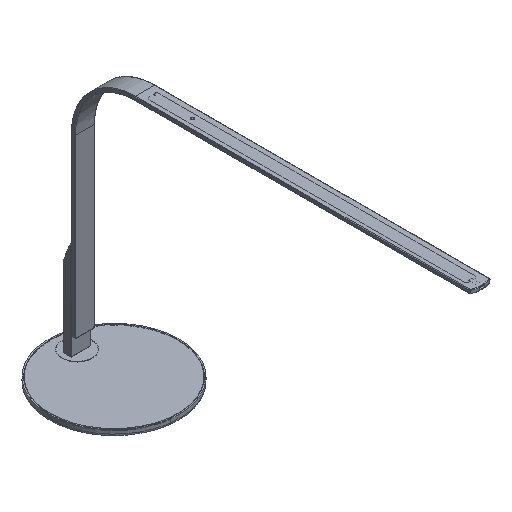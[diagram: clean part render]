
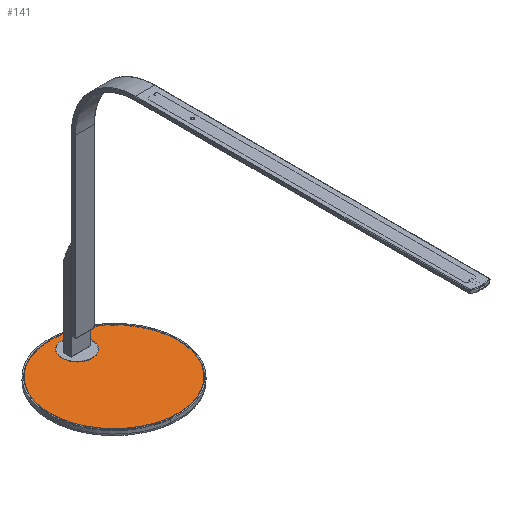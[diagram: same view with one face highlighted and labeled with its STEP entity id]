
A CAD part, isometric view. The second image highlights one B-rep face of the part: STEP entity #141.
In plain terms, the highlighted planar face has unit normal (0, 0, 1).
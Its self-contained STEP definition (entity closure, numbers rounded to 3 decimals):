
#79=FACE_BOUND('',#491,.T.);
#141=ADVANCED_FACE('',(#311,#79),#4026,.T.);
#311=FACE_OUTER_BOUND('',#490,.T.);
#490=EDGE_LOOP('',(#829,#830));
#491=EDGE_LOOP('',(#831,#832));
#829=ORIENTED_EDGE('',*,*,#1858,.F.);
#830=ORIENTED_EDGE('',*,*,#1867,.T.);
#831=ORIENTED_EDGE('',*,*,#1862,.T.);
#832=ORIENTED_EDGE('',*,*,#1865,.T.);
#1858=EDGE_CURVE('',#3452,#3453,#3190,.T.);
#1862=EDGE_CURVE('',#3457,#3456,#3192,.T.);
#1865=EDGE_CURVE('',#3456,#3457,#3194,.T.);
#1867=EDGE_CURVE('',#3452,#3453,#3196,.T.);
#3190=(
BOUNDED_CURVE()
B_SPLINE_CURVE(2,(#5492,#5493,#5494,#5495,#5496),.UNSPECIFIED.,.F.,.F.)
B_SPLINE_CURVE_WITH_KNOTS((3,2,3),(0.,126.783,253.566),
 .UNSPECIFIED.)
CURVE()
GEOMETRIC_REPRESENTATION_ITEM()
RATIONAL_B_SPLINE_CURVE((1.,0.707,1.,0.707,1.))
REPRESENTATION_ITEM('')
);
#3192=(
BOUNDED_CURVE()
B_SPLINE_CURVE(2,(#5506,#5507,#5508,#5509,#5510),.UNSPECIFIED.,.F.,.F.)
B_SPLINE_CURVE_WITH_KNOTS((3,2,3),(0.,30.159,60.319),
 .UNSPECIFIED.)
CURVE()
GEOMETRIC_REPRESENTATION_ITEM()
RATIONAL_B_SPLINE_CURVE((1.,0.707,1.,0.707,1.))
REPRESENTATION_ITEM('')
);
#3194=(
BOUNDED_CURVE()
B_SPLINE_CURVE(2,(#5518,#5519,#5520,#5521,#5522),.UNSPECIFIED.,.F.,.F.)
B_SPLINE_CURVE_WITH_KNOTS((3,2,3),(0.,30.159,60.319),
 .UNSPECIFIED.)
CURVE()
GEOMETRIC_REPRESENTATION_ITEM()
RATIONAL_B_SPLINE_CURVE((1.,0.707,1.,0.707,1.))
REPRESENTATION_ITEM('')
);
#3196=(
BOUNDED_CURVE()
B_SPLINE_CURVE(2,(#5528,#5529,#5530,#5531,#5532),.UNSPECIFIED.,.F.,.F.)
B_SPLINE_CURVE_WITH_KNOTS((3,2,3),(-253.566,-126.783,
0.),.UNSPECIFIED.)
CURVE()
GEOMETRIC_REPRESENTATION_ITEM()
RATIONAL_B_SPLINE_CURVE((1.,0.707,1.,0.707,1.))
REPRESENTATION_ITEM('')
);
#3452=VERTEX_POINT('',#5479);
#3453=VERTEX_POINT('',#5480);
#3456=VERTEX_POINT('',#5483);
#3457=VERTEX_POINT('',#5484);
#4026=PLANE('',#4274);
#4274=AXIS2_PLACEMENT_3D('',#5458,#4346,$);
#4346=DIRECTION('',(0.,0.,1.));
#5458=CARTESIAN_POINT('',(-104.812,213.458,87.541));
#5479=CARTESIAN_POINT('',(10.061,158.608,87.541));
#5480=CARTESIAN_POINT('',(-10.061,-1.558,87.541));
#5483=CARTESIAN_POINT('',(25.779,129.686,87.541));
#5484=CARTESIAN_POINT('',(-12.322,134.472,87.541));
#5492=CARTESIAN_POINT('',(10.061,158.608,87.541));
#5493=CARTESIAN_POINT('',(90.144,148.547,87.541));
#5494=CARTESIAN_POINT('',(80.083,68.464,87.541));
#5495=CARTESIAN_POINT('',(70.022,-11.619,87.541));
#5496=CARTESIAN_POINT('',(-10.061,-1.558,87.541));
#5506=CARTESIAN_POINT('',(-12.322,134.472,87.541));
#5507=CARTESIAN_POINT('',(-9.929,153.523,87.541));
#5508=CARTESIAN_POINT('',(9.122,151.129,87.541));
#5509=CARTESIAN_POINT('',(28.172,148.736,87.541));
#5510=CARTESIAN_POINT('',(25.779,129.686,87.541));
#5518=CARTESIAN_POINT('',(25.779,129.686,87.541));
#5519=CARTESIAN_POINT('',(23.385,110.635,87.541));
#5520=CARTESIAN_POINT('',(4.335,113.029,87.541));
#5521=CARTESIAN_POINT('',(-14.715,115.422,87.541));
#5522=CARTESIAN_POINT('',(-12.322,134.472,87.541));
#5528=CARTESIAN_POINT('',(10.061,158.608,87.541));
#5529=CARTESIAN_POINT('',(-70.022,168.669,87.541));
#5530=CARTESIAN_POINT('',(-80.083,88.586,87.541));
#5531=CARTESIAN_POINT('',(-90.144,8.503,87.541));
#5532=CARTESIAN_POINT('',(-10.061,-1.558,87.541));
